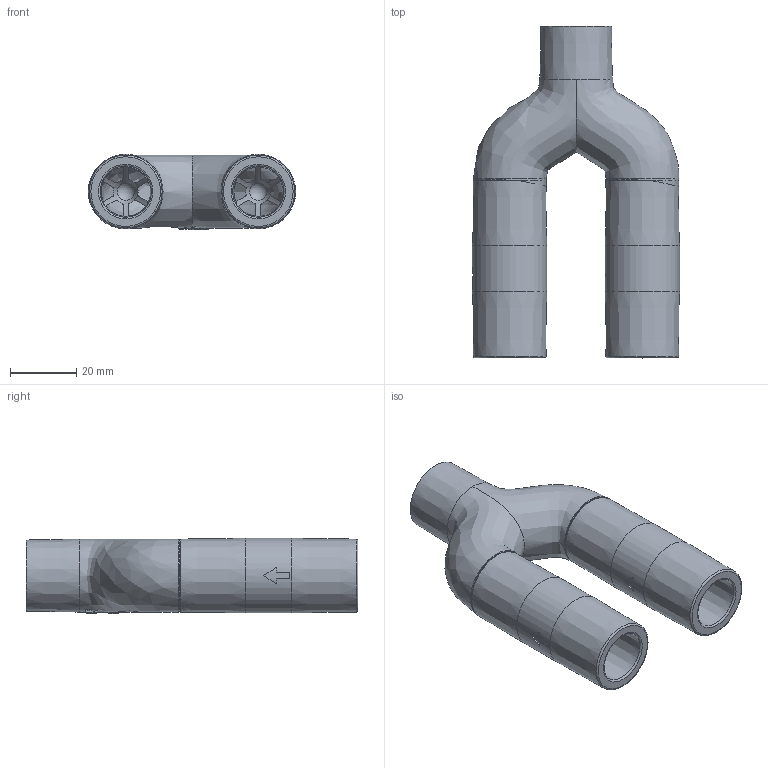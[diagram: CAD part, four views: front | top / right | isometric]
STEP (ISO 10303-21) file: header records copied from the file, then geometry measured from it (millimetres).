
FILE_DESCRIPTION(/* description */ (''),/* implementation_level */ '2;1');
FILE_NAME(/* name */ 'Expiratory 2 way splitter v2.step',/* time_stamp */ '2020-04-07T21:41:23+01:00',/* author */ (''),/* organization */ (''),/* preprocessor_version */ 'ST-DEVELOPER v18',/* originating_system */ 'Autodesk Translation Framework v8.12.0.6',/* authorisation */ '');
FILE_SCHEMA (('AUTOMOTIVE_DESIGN { 1 0 10303 214 3 1 1 }'));
Length unit declared in the file: millimetre
Products named in the file (2): Expiratory 2 way splitter; OWV body Rev5
Assembly tree (2 placements, depth 2):
  Expiratory 2 way splitter
    OWV body Rev5  x2
Bounding box: 62.5 x 100.09 x 22.75 mm (x, y, z)
Volume: 58606.6 mm3; surface area: 39452.9 mm2
Topology: 3 solids, 3 shells, 456 faces, 1295 edges, 836 vertices
Faces by surface type: plane 200, cylinder 164, torus 38, cone 37, bspline 9, sphere 8
Full cylindrical faces by diameter (mm): 5 x4, 6.5 x4, 20 x4, 22.503 x4
Entity records: 18240 total; most frequent: CARTESIAN_POINT 8630, ORIENTED_EDGE 2088, DIRECTION 1972, EDGE_CURVE 1044, AXIS2_PLACEMENT_3D 756, VERTEX_POINT 673, LINE 460, VECTOR 460
